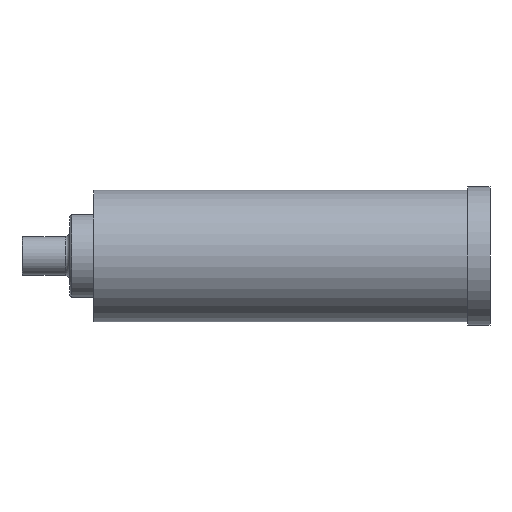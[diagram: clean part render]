
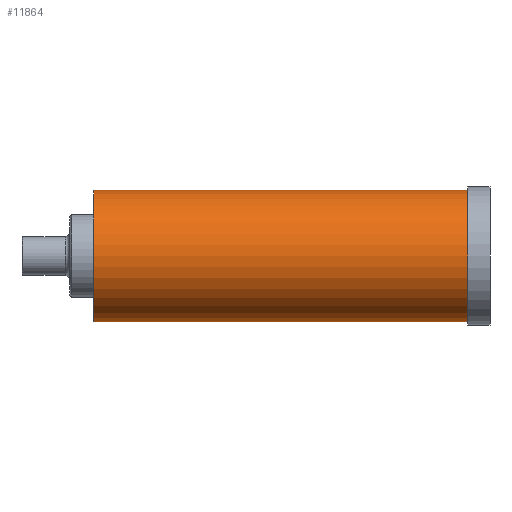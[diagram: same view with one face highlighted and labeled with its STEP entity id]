
A CAD part, front view. The second image highlights one B-rep face of the part: STEP entity #11864.
In plain terms, the highlighted cylindrical face has radius 37.719 mm (diameter 75.438 mm), a partial arc.
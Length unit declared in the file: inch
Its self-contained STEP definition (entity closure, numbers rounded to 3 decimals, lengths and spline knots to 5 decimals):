
#124 = DIRECTION ( 'NONE',  ( 0., 0., 1. ) ) ;
#859 = CARTESIAN_POINT ( 'NONE',  ( 0., 0., -1.485 ) ) ;
#1313 = FACE_OUTER_BOUND ( 'NONE', #3507, .T. ) ;
#1388 = CYLINDRICAL_SURFACE ( 'NONE', #6370, 1.485 ) ;
#1730 = EDGE_CURVE ( 'NONE', #10879, #3245, #12909, .T. ) ;
#1795 = LINE ( 'NONE', #9081, #13559 ) ;
#3245 = VERTEX_POINT ( 'NONE', #7800 ) ;
#3312 = DIRECTION ( 'NONE',  ( 0., 0., 1. ) ) ;
#3507 = EDGE_LOOP ( 'NONE', ( #3679, #13602, #11137, #13336 ) ) ;
#3679 = ORIENTED_EDGE ( 'NONE', *, *, #5552, .F. ) ;
#3836 = DIRECTION ( 'NONE',  ( -1., 0., 0. ) ) ;
#4123 = VERTEX_POINT ( 'NONE', #859 ) ;
#5552 = EDGE_CURVE ( 'NONE', #16010, #4123, #1795, .T. ) ;
#6092 = CARTESIAN_POINT ( 'NONE',  ( 0., 0., 0. ) ) ;
#6127 = VECTOR ( 'NONE', #13981, 39.37008 ) ;
#6370 = AXIS2_PLACEMENT_3D ( 'NONE', #6092, #7478, #124 ) ;
#6464 = CARTESIAN_POINT ( 'NONE',  ( 8.459, 0., 0. ) ) ;
#7478 = DIRECTION ( 'NONE',  ( -1., 0., 0. ) ) ;
#7800 = CARTESIAN_POINT ( 'NONE',  ( 0., 0., 1.485 ) ) ;
#9011 = CARTESIAN_POINT ( 'NONE',  ( 0., 0., 1.485 ) ) ;
#9081 = CARTESIAN_POINT ( 'NONE',  ( 0., 0., -1.485 ) ) ;
#9725 = AXIS2_PLACEMENT_3D ( 'NONE', #6464, #10492, #3312 ) ;
#10235 = CIRCLE ( 'NONE', #9725, 1.485 ) ;
#10492 = DIRECTION ( 'NONE',  ( -1., 0., 0. ) ) ;
#10591 = EDGE_CURVE ( 'NONE', #16010, #10879, #10235, .T. ) ;
#10879 = VERTEX_POINT ( 'NONE', #10892 ) ;
#10892 = CARTESIAN_POINT ( 'NONE',  ( 8.459, 0., 1.485 ) ) ;
#11137 = ORIENTED_EDGE ( 'NONE', *, *, #1730, .T. ) ;
#11284 = CIRCLE ( 'NONE', #15474, 1.485 ) ;
#11864 = ADVANCED_FACE ( 'NONE', ( #1313 ), #1388, .T. ) ;
#11873 = EDGE_CURVE ( 'NONE', #4123, #3245, #11284, .T. ) ;
#12110 = CARTESIAN_POINT ( 'NONE',  ( 8.459, 0., -1.485 ) ) ;
#12909 = LINE ( 'NONE', #9011, #6127 ) ;
#13336 = ORIENTED_EDGE ( 'NONE', *, *, #11873, .F. ) ;
#13559 = VECTOR ( 'NONE', #14214, 39.37008 ) ;
#13560 = CARTESIAN_POINT ( 'NONE',  ( 0., 0., 0. ) ) ;
#13602 = ORIENTED_EDGE ( 'NONE', *, *, #10591, .T. ) ;
#13981 = DIRECTION ( 'NONE',  ( -1., 0., 0. ) ) ;
#14214 = DIRECTION ( 'NONE',  ( -1., 0., 0. ) ) ;
#14958 = DIRECTION ( 'NONE',  ( 0., 0., 1. ) ) ;
#15474 = AXIS2_PLACEMENT_3D ( 'NONE', #13560, #3836, #14958 ) ;
#16010 = VERTEX_POINT ( 'NONE', #12110 ) ;
